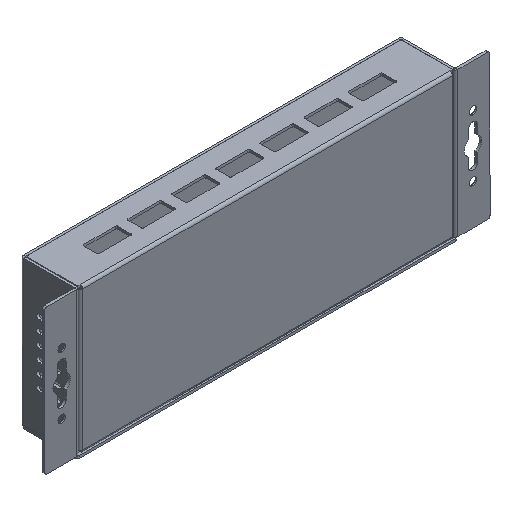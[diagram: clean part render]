
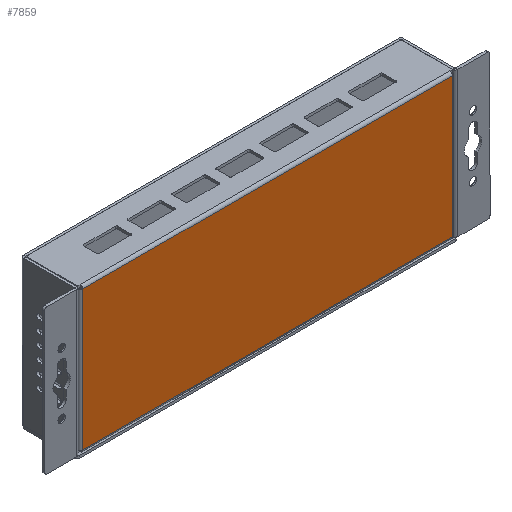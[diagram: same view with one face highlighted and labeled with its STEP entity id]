
A CAD part, isometric view. The second image highlights one B-rep face of the part: STEP entity #7859.
In plain terms, the highlighted planar face has unit normal (0, -1, 0).
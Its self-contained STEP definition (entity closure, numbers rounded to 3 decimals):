
#494=PLANE('',#8482);
#784=FACE_OUTER_BOUND('',#1238,.T.);
#1238=EDGE_LOOP('',(#6045,#6046,#6047,#6048));
#1791=LINE('',#11645,#2517);
#1799=LINE('',#11670,#2525);
#1808=LINE('',#11694,#2534);
#1821=LINE('',#11730,#2547);
#2517=VECTOR('',#9571,10.);
#2525=VECTOR('',#9605,10.);
#2534=VECTOR('',#9634,10.);
#2547=VECTOR('',#9685,10.);
#3588=VERTEX_POINT('',#11642);
#3589=VERTEX_POINT('',#11644);
#3593=VERTEX_POINT('',#11669);
#3598=VERTEX_POINT('',#11692);
#4452=EDGE_CURVE('',#3589,#3588,#1791,.T.);
#4465=EDGE_CURVE('',#3593,#3589,#1799,.T.);
#4479=EDGE_CURVE('',#3588,#3598,#1808,.T.);
#4497=EDGE_CURVE('',#3598,#3593,#1821,.T.);
#6045=ORIENTED_EDGE('',*,*,#4452,.T.);
#6046=ORIENTED_EDGE('',*,*,#4479,.T.);
#6047=ORIENTED_EDGE('',*,*,#4497,.T.);
#6048=ORIENTED_EDGE('',*,*,#4465,.T.);
#7859=ADVANCED_FACE('',(#784),#494,.F.);
#8482=AXIS2_PLACEMENT_3D('',#11734,#9691,#9692);
#9571=DIRECTION('',(1.,0.,0.));
#9605=DIRECTION('',(0.,0.,-1.));
#9634=DIRECTION('',(0.,0.,1.));
#9685=DIRECTION('',(-1.,0.,0.));
#9691=DIRECTION('center_axis',(0.,1.,0.));
#9692=DIRECTION('ref_axis',(0.,0.,1.));
#11642=CARTESIAN_POINT('',(74.275,0.,-28.025));
#11644=CARTESIAN_POINT('',(-74.275,0.,-28.025));
#11645=CARTESIAN_POINT('',(-37.138,0.,-28.025));
#11669=CARTESIAN_POINT('',(-74.275,0.,28.025));
#11670=CARTESIAN_POINT('',(-74.275,0.,14.013));
#11692=CARTESIAN_POINT('',(74.275,0.,28.025));
#11694=CARTESIAN_POINT('',(74.275,0.,-14.563));
#11730=CARTESIAN_POINT('',(37.688,0.,28.025));
#11734=CARTESIAN_POINT('Origin',(0.,0.,0.));
